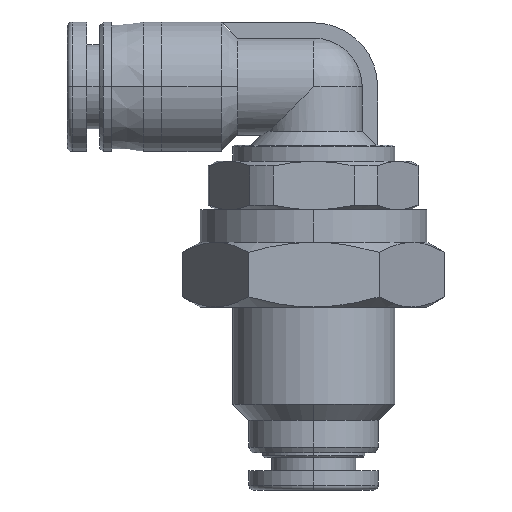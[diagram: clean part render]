
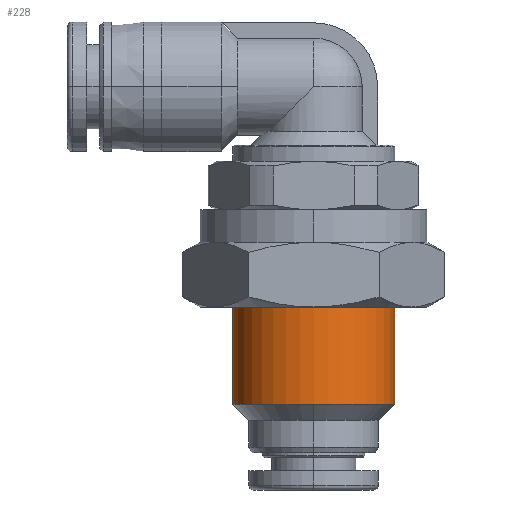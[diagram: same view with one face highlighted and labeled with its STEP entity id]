
A CAD part, left-side view. The second image highlights one B-rep face of the part: STEP entity #228.
In plain terms, the highlighted cylindrical face has radius 5 mm (diameter 10 mm), a partial arc.
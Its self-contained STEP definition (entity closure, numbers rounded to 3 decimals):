
#178=CARTESIAN_POINT('',(29.141,2.0,3.526));
#179=DIRECTION('',(0.0,1.0,0.0));
#180=DIRECTION('',(0.0,0.0,1.0));
#181=AXIS2_PLACEMENT_3D('',#178,#179,#180);
#182=CYLINDRICAL_SURFACE('',#181,5.0);
#183=CARTESIAN_POINT('',(29.141,14.0,8.526));
#184=VERTEX_POINT('',#183);
#185=CARTESIAN_POINT('',(29.141,3.,8.526));
#186=VERTEX_POINT('',#185);
#187=CARTESIAN_POINT('',(29.141,14.0,8.526));
#188=DIRECTION('',(0.0,-1.0,0.0));
#189=VECTOR('',#188,11.0);
#190=LINE('',#187,#189);
#191=EDGE_CURVE('',#184,#186,#190,.T.);
#192=ORIENTED_EDGE('',*,*,#191,.F.);
#193=CARTESIAN_POINT('',(29.141,14.0,-1.474));
#194=VERTEX_POINT('',#193);
#195=CARTESIAN_POINT('',(29.141,14.0,3.526));
#196=DIRECTION('',(0.0,-1.0,0.0));
#197=DIRECTION('',(0.0,0.0,1.0));
#198=AXIS2_PLACEMENT_3D('',#195,#196,#197);
#199=CIRCLE('',#198,5.0);
#200=EDGE_CURVE('',#184,#194,#199,.T.);
#201=ORIENTED_EDGE('',*,*,#200,.T.);
#202=CARTESIAN_POINT('',(29.141,3.,-1.474));
#203=VERTEX_POINT('',#202);
#204=CARTESIAN_POINT('',(29.141,14.0,-1.474));
#205=DIRECTION('',(0.0,-1.0,0.0));
#206=VECTOR('',#205,11.0);
#207=LINE('',#204,#206);
#208=EDGE_CURVE('',#194,#203,#207,.T.);
#209=ORIENTED_EDGE('',*,*,#208,.T.);
#210=CARTESIAN_POINT('',(24.141,3.,3.526));
#211=VERTEX_POINT('',#210);
#212=CARTESIAN_POINT('',(29.141,3.,3.526));
#213=DIRECTION('',(0.0,1.0,0.0));
#214=DIRECTION('',(0.0,0.0,1.0));
#215=AXIS2_PLACEMENT_3D('',#212,#213,#214);
#216=CIRCLE('',#215,5.0);
#217=EDGE_CURVE('',#203,#211,#216,.T.);
#218=ORIENTED_EDGE('',*,*,#217,.T.);
#219=CARTESIAN_POINT('',(29.141,3.,3.526));
#220=DIRECTION('',(0.0,1.0,0.0));
#221=DIRECTION('',(0.0,0.0,1.0));
#222=AXIS2_PLACEMENT_3D('',#219,#220,#221);
#223=CIRCLE('',#222,5.0);
#224=EDGE_CURVE('',#211,#186,#223,.T.);
#225=ORIENTED_EDGE('',*,*,#224,.T.);
#226=EDGE_LOOP('',(#192,#201,#209,#218,#225));
#227=FACE_OUTER_BOUND('',#226,.T.);
#228=ADVANCED_FACE('',(#227),#182,.T.);
